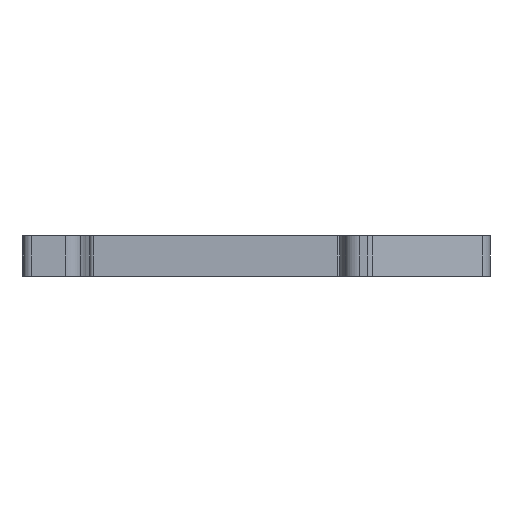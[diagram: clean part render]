
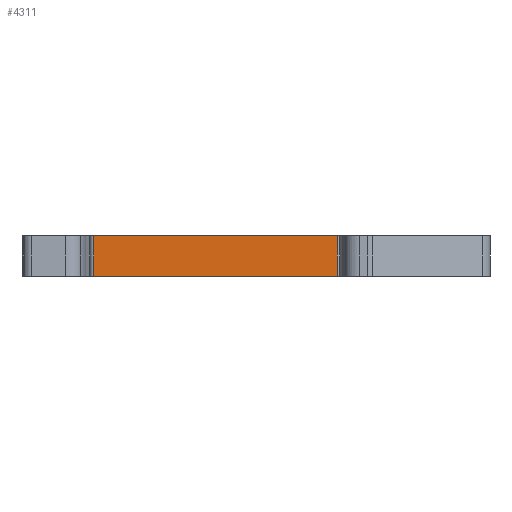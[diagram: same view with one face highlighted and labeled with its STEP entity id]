
A CAD part, front view. The second image highlights one B-rep face of the part: STEP entity #4311.
In plain terms, the highlighted planar face has unit normal (0, -1, 0).
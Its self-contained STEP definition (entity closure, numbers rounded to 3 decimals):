
#354=DIRECTION('',(1.,0.,0.));
#355=VECTOR('',#354,30.895);
#356=CARTESIAN_POINT('',(-20.195,-13.,-2.6));
#357=LINE('',#356,#355);
#773=DIRECTION('',(0.,0.,1.));
#774=VECTOR('',#773,5.2);
#775=CARTESIAN_POINT('',(10.7,-13.,-2.6));
#776=LINE('',#775,#774);
#777=DIRECTION('',(0.,0.,1.));
#778=VECTOR('',#777,5.2);
#779=CARTESIAN_POINT('',(-20.195,-13.,-2.6));
#780=LINE('',#779,#778);
#1689=DIRECTION('',(1.,0.,0.));
#1690=VECTOR('',#1689,30.895);
#1691=CARTESIAN_POINT('',(-20.195,-13.,2.6));
#1692=LINE('',#1691,#1690);
#2696=CARTESIAN_POINT('',(-20.195,-13.,-2.6));
#2697=VERTEX_POINT('',#2696);
#2698=CARTESIAN_POINT('',(10.7,-13.,-2.6));
#2699=VERTEX_POINT('',#2698);
#2956=CARTESIAN_POINT('',(-20.195,-13.,2.6));
#2957=VERTEX_POINT('',#2956);
#2958=CARTESIAN_POINT('',(10.7,-13.,2.6));
#2959=VERTEX_POINT('',#2958);
#4298=CARTESIAN_POINT('',(-20.195,-13.,-2.6));
#4299=DIRECTION('',(0.,-1.,0.));
#4300=DIRECTION('',(1.,0.,0.));
#4301=AXIS2_PLACEMENT_3D('',#4298,#4299,#4300);
#4302=PLANE('',#4301);
#4303=ORIENTED_EDGE('',*,*,#3494,.F.);
#4305=ORIENTED_EDGE('',*,*,#4304,.T.);
#4307=ORIENTED_EDGE('',*,*,#4306,.T.);
#4308=ORIENTED_EDGE('',*,*,#4290,.F.);
#4309=EDGE_LOOP('',(#4303,#4305,#4307,#4308));
#4310=FACE_OUTER_BOUND('',#4309,.F.);
#4311=ADVANCED_FACE('',(#4310),#4302,.T.);
#3494=EDGE_CURVE('',#2697,#2699,#357,.T.);
#4290=EDGE_CURVE('',#2699,#2959,#776,.T.);
#4304=EDGE_CURVE('',#2697,#2957,#780,.T.);
#4306=EDGE_CURVE('',#2957,#2959,#1692,.T.);
